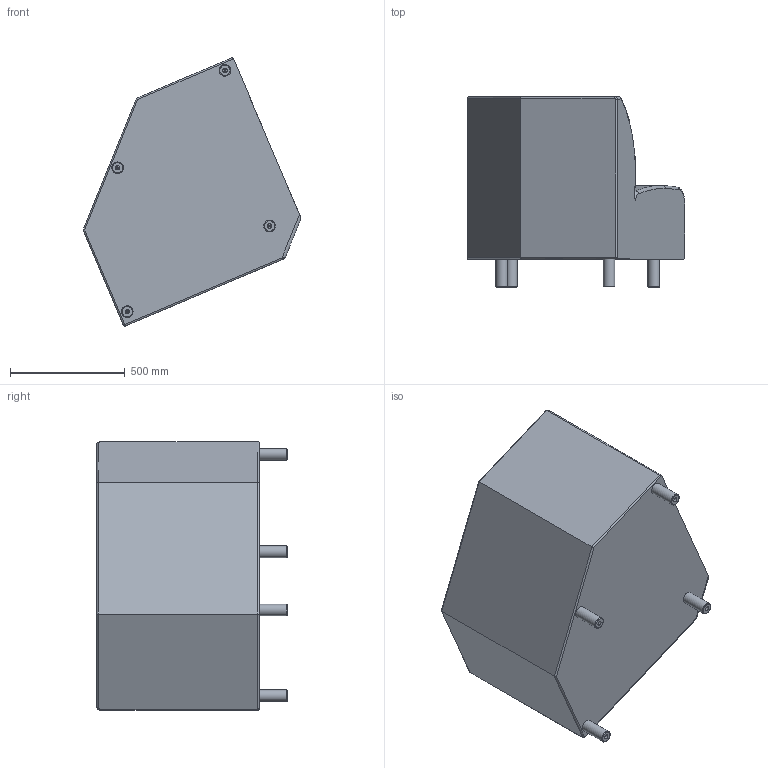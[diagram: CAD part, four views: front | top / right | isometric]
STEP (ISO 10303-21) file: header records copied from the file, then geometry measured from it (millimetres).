
FILE_DESCRIPTION(/* description */ (''),/* implementation_level */ '2;1');
FILE_NAME(/* name */ 'AS90IC.stp',/* time_stamp */ '2015-03-18T13:36:06-04:00',/* author */ ('jbosley'),/* organization */ (''),/* preprocessor_version */ 'ST-DEVELOPER v15.6',/* originating_system */ 'Autodesk Inventor 2015',/* authorisation */ '');
FILE_SCHEMA (('AUTOMOTIVE_DESIGN { 1 0 10303 214 3 1 1 }'));
Length unit declared in the file: inch
Products named in the file (3): AS90IC BASE; LEG RD2X5 PLT; AS90IC
Bounding box: 949.71 x 829.95 x 1169.67 mm (x, y, z)
Volume: 314548828 mm3; surface area: 3641587.7 mm2
Topology: 5 solids, 5 shells, 99 faces, 219 edges, 131 vertices
Faces by surface type: cylinder 44, plane 23, bspline 19, torus 10, sphere 3
Full cylindrical faces by diameter (mm): 7.938 x4, 19.05 x4, 50.8 x4
Entity records: 2881 total; most frequent: CARTESIAN_POINT 1206, ORIENTED_EDGE 342, DIRECTION 320, EDGE_CURVE 171, AXIS2_PLACEMENT_3D 134, VERTEX_POINT 106, EDGE_LOOP 81, FACE_OUTER_BOUND 74
